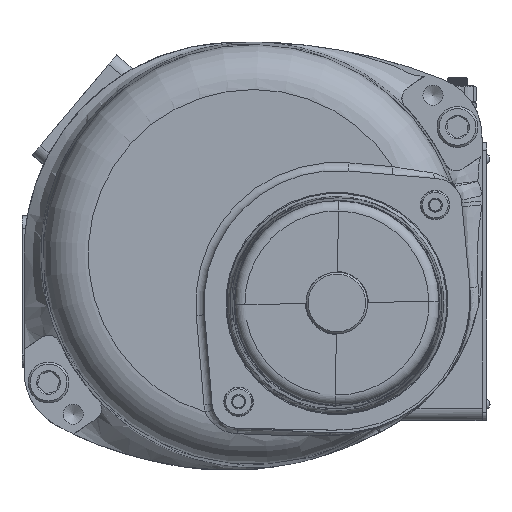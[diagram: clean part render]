
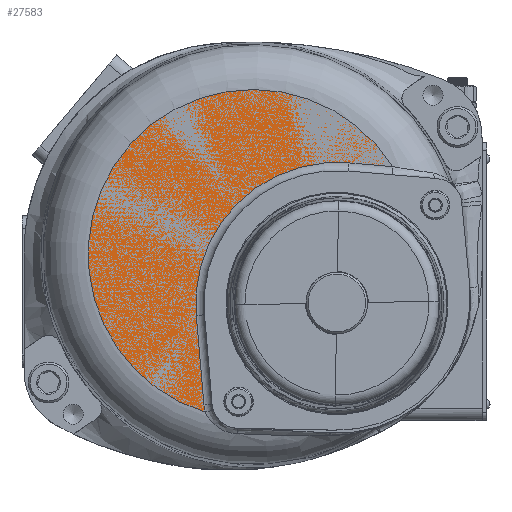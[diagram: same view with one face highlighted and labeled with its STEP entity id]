
A CAD part, top view. The second image highlights one B-rep face of the part: STEP entity #27583.
In plain terms, the highlighted planar face has unit normal (0, 0, 1).
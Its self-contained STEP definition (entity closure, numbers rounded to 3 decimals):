
#927=PLANE('',#30482);
#1896=LINE('',#91108,#2993);
#1897=LINE('',#91114,#2994);
#2993=VECTOR('',#36327,10.);
#2994=VECTOR('',#36332,10.);
#5116=CIRCLE('',#30483,40.318);
#5117=CIRCLE('',#30484,8.5);
#5118=CIRCLE('',#30485,34.5);
#8776=FACE_OUTER_BOUND('',#10720,.T.);
#10720=EDGE_LOOP('',(#23856,#23857,#23858,#23859,#23860));
#14045=VERTEX_POINT('',#91106);
#14046=VERTEX_POINT('',#91107);
#14047=VERTEX_POINT('',#91109);
#14048=VERTEX_POINT('',#91111);
#14049=VERTEX_POINT('',#91113);
#17428=EDGE_CURVE('',#14045,#14046,#1896,.T.);
#17429=EDGE_CURVE('',#14047,#14045,#5116,.T.);
#17430=EDGE_CURVE('',#14048,#14047,#5117,.T.);
#17431=EDGE_CURVE('',#14049,#14048,#1897,.T.);
#17432=EDGE_CURVE('',#14046,#14049,#5118,.T.);
#23856=ORIENTED_EDGE('',*,*,#17428,.F.);
#23857=ORIENTED_EDGE('',*,*,#17429,.F.);
#23858=ORIENTED_EDGE('',*,*,#17430,.F.);
#23859=ORIENTED_EDGE('',*,*,#17431,.F.);
#23860=ORIENTED_EDGE('',*,*,#17432,.F.);
#27583=ADVANCED_FACE('',(#8776),#927,.F.);
#30482=AXIS2_PLACEMENT_3D('',#91105,#36325,#36326);
#30483=AXIS2_PLACEMENT_3D('',#91110,#36328,#36329);
#30484=AXIS2_PLACEMENT_3D('',#91112,#36330,#36331);
#30485=AXIS2_PLACEMENT_3D('',#91115,#36333,#36334);
#36325=DIRECTION('center_axis',(0.,0.,
-1.));
#36326=DIRECTION('ref_axis',(-1.,0.,0.));
#36327=DIRECTION('',(-0.996,0.085,0.));
#36328=DIRECTION('center_axis',(0.,0.,
-1.));
#36329=DIRECTION('ref_axis',(-1.,0.,0.));
#36330=DIRECTION('center_axis',(0.,0.,
1.));
#36331=DIRECTION('ref_axis',(-0.955,-0.297,0.));
#36332=DIRECTION('',(0.085,-0.996,0.));
#36333=DIRECTION('center_axis',(0.,0.,
1.));
#36334=DIRECTION('ref_axis',(-0.707,0.707,0.));
#91105=CARTESIAN_POINT('Origin',(0.,0.,
62.5));
#91106=CARTESIAN_POINT('',(34.131,21.462,62.5));
#91107=CARTESIAN_POINT('',(23.435,22.375,62.5));
#91108=CARTESIAN_POINT('',(12.751,23.287,62.5));
#91109=CARTESIAN_POINT('',(-11.648,-38.598,62.5));
#91110=CARTESIAN_POINT('Origin',(0.,0.,
62.5));
#91111=CARTESIAN_POINT('',(-12.011,-36.765,62.5));
#91112=CARTESIAN_POINT('Origin',(-3.542,-36.042,62.5));
#91113=CARTESIAN_POINT('',(-13.875,-14.935,62.5));
#91114=CARTESIAN_POINT('',(-13.526,-19.025,62.5));
#91115=CARTESIAN_POINT('Origin',(20.5,-12.,62.5));
